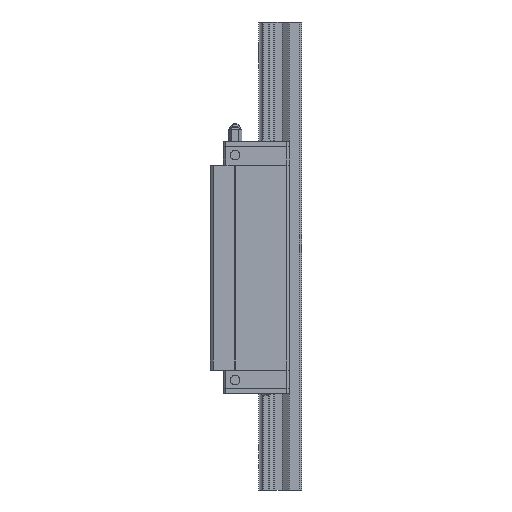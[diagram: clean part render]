
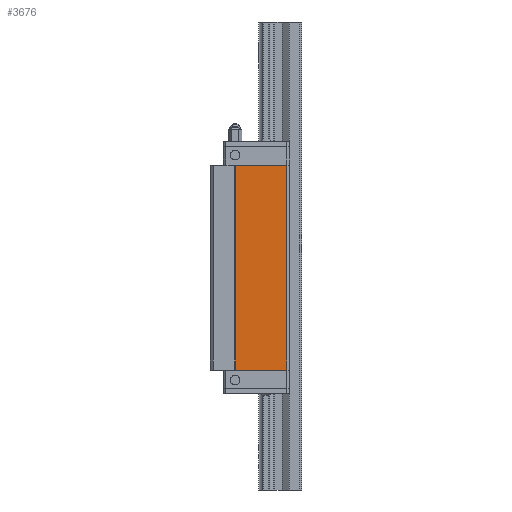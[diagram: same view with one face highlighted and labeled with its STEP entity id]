
A CAD part, left-side view. The second image highlights one B-rep face of the part: STEP entity #3676.
In plain terms, the highlighted planar face has unit normal (-1, 0, 0).
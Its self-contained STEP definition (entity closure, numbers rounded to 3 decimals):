
#89 = CARTESIAN_POINT ( 'NONE',  ( -34.5, 15., 61.3 ) ) ;
#190 = CARTESIAN_POINT ( 'NONE',  ( -34.5, 46., 61.3 ) ) ;
#1078 = LINE ( 'NONE', #89, #4401 ) ;
#1250 = EDGE_CURVE ( 'NONE', #1722, #8561, #1078, .T. ) ;
#1559 = ORIENTED_EDGE ( 'NONE', *, *, #6408, .F. ) ;
#1722 = VERTEX_POINT ( 'NONE', #1923 ) ;
#1923 = CARTESIAN_POINT ( 'NONE',  ( -34.5, 15., 61.3 ) ) ;
#2103 = CARTESIAN_POINT ( 'NONE',  ( -34.5, 46., -61.3 ) ) ;
#2105 = EDGE_CURVE ( 'NONE', #8561, #7208, #5819, .T. ) ;
#2432 = VECTOR ( 'NONE', #3848, 1000. ) ;
#2548 = FACE_OUTER_BOUND ( 'NONE', #3136, .T. ) ;
#2572 = CARTESIAN_POINT ( 'NONE',  ( -34.5, 46., 61.3 ) ) ;
#3072 = EDGE_CURVE ( 'NONE', #1722, #7423, #7814, .T. ) ;
#3136 = EDGE_LOOP ( 'NONE', ( #7727, #4345, #1559, #3399 ) ) ;
#3174 = VECTOR ( 'NONE', #4860, 1000. ) ;
#3399 = ORIENTED_EDGE ( 'NONE', *, *, #2105, .F. ) ;
#3676 = ADVANCED_FACE ( 'NONE', ( #2548 ), #5087, .F. ) ;
#3848 = DIRECTION ( 'NONE',  ( 0., 0., 1. ) ) ;
#3860 = DIRECTION ( 'NONE',  ( 0., 1., 0. ) ) ;
#4343 = DIRECTION ( 'NONE',  ( 0., 0., -1. ) ) ;
#4345 = ORIENTED_EDGE ( 'NONE', *, *, #3072, .T. ) ;
#4401 = VECTOR ( 'NONE', #4343, 1000. ) ;
#4749 = AXIS2_PLACEMENT_3D ( 'NONE', #190, #8814, #7815 ) ;
#4824 = CARTESIAN_POINT ( 'NONE',  ( -34.5, 46., 61.3 ) ) ;
#4839 = CARTESIAN_POINT ( 'NONE',  ( -34.5, 0., -61.3 ) ) ;
#4860 = DIRECTION ( 'NONE',  ( 0., 1., 0. ) ) ;
#5087 = PLANE ( 'NONE',  #4749 ) ;
#5807 = LINE ( 'NONE', #4824, #2432 ) ;
#5819 = LINE ( 'NONE', #4839, #9277 ) ;
#5839 = CARTESIAN_POINT ( 'NONE',  ( -34.5, 0., 61.3 ) ) ;
#6408 = EDGE_CURVE ( 'NONE', #7208, #7423, #5807, .T. ) ;
#7208 = VERTEX_POINT ( 'NONE', #2103 ) ;
#7423 = VERTEX_POINT ( 'NONE', #2572 ) ;
#7727 = ORIENTED_EDGE ( 'NONE', *, *, #1250, .F. ) ;
#7814 = LINE ( 'NONE', #5839, #3174 ) ;
#7815 = DIRECTION ( 'NONE',  ( 0., 0., -1. ) ) ;
#8561 = VERTEX_POINT ( 'NONE', #8632 ) ;
#8632 = CARTESIAN_POINT ( 'NONE',  ( -34.5, 15., -61.3 ) ) ;
#8814 = DIRECTION ( 'NONE',  ( 1., 0., 0. ) ) ;
#9277 = VECTOR ( 'NONE', #3860, 1000. ) ;
